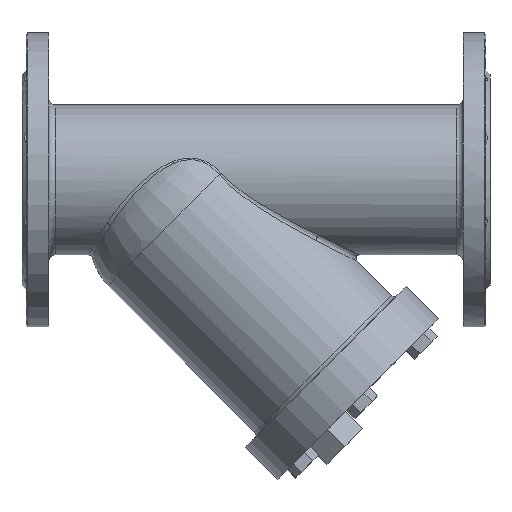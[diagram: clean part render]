
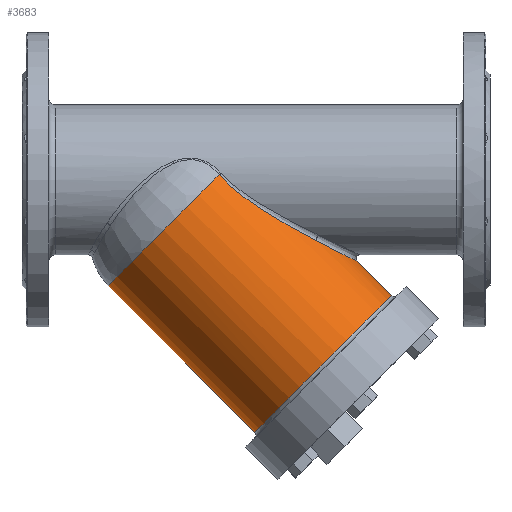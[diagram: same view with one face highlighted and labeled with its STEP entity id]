
A CAD part, top view. The second image highlights one B-rep face of the part: STEP entity #3683.
In plain terms, the highlighted cylindrical face has radius 72.25 mm (diameter 144.5 mm), a partial arc.
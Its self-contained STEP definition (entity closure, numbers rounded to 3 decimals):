
#2576=CARTESIAN_POINT('Vertex',(60.03,3.767,56.437)) ;
#2639=CARTESIAN_POINT('Control Point',(60.03,3.767,56.437)) ;
#2640=CARTESIAN_POINT('Control Point',(62.029,1.422,56.632)) ;
#2641=CARTESIAN_POINT('Control Point',(66.253,-2.982,56.731)) ;
#2642=CARTESIAN_POINT('Control Point',(73.084,-8.972,56.261)) ;
#2643=CARTESIAN_POINT('Control Point',(79.071,-13.585,55.466)) ;
#2644=CARTESIAN_POINT('Control Point',(83.998,-17.109,54.62)) ;
#2645=CARTESIAN_POINT('Control Point',(88.955,-20.503,53.649)) ;
#2646=CARTESIAN_POINT('Control Point',(95.192,-24.534,52.214)) ;
#2647=CARTESIAN_POINT('Control Point',(102.702,-29.109,50.153)) ;
#2648=CARTESIAN_POINT('Control Point',(110.21,-33.473,47.747)) ;
#2649=CARTESIAN_POINT('Control Point',(117.686,-37.657,44.972)) ;
#2650=CARTESIAN_POINT('Control Point',(123.869,-41.012,42.318)) ;
#2651=CARTESIAN_POINT('Control Point',(128.631,-43.546,40.023)) ;
#2652=CARTESIAN_POINT('Control Point',(130.928,-44.756,38.829)) ;
#2653=CARTESIAN_POINT('Control Point',(132.001,-45.318,38.251)) ;
#2654=CARTESIAN_POINT('Vertex',(132.001,-45.318,38.251)) ;
#2658=CARTESIAN_POINT('Control Point',(132.001,-45.318,38.251)) ;
#2659=CARTESIAN_POINT('Control Point',(132.139,-45.391,38.176)) ;
#2660=CARTESIAN_POINT('Control Point',(132.278,-45.463,38.101)) ;
#2661=CARTESIAN_POINT('Control Point',(132.416,-45.535,38.026)) ;
#2662=CARTESIAN_POINT('Vertex',(132.416,-45.535,38.026)) ;
#2729=CARTESIAN_POINT('Control Point',(132.416,-45.535,38.026)) ;
#2730=CARTESIAN_POINT('Control Point',(134.834,-46.801,36.709)) ;
#2731=CARTESIAN_POINT('Control Point',(139.576,-49.257,33.91)) ;
#2732=CARTESIAN_POINT('Control Point',(146.329,-52.693,29.099)) ;
#2733=CARTESIAN_POINT('Control Point',(151.033,-55.053,24.905)) ;
#2734=CARTESIAN_POINT('Control Point',(153.953,-56.509,21.756)) ;
#2735=CARTESIAN_POINT('Control Point',(155.81,-57.432,19.576)) ;
#2736=CARTESIAN_POINT('Control Point',(157.52,-58.278,17.271)) ;
#2737=CARTESIAN_POINT('Control Point',(159.054,-59.035,14.814)) ;
#2738=CARTESIAN_POINT('Control Point',(160.453,-59.725,12.248)) ;
#2739=CARTESIAN_POINT('Control Point',(161.877,-60.425,8.915)) ;
#2740=CARTESIAN_POINT('Control Point',(162.722,-60.839,5.731)) ;
#2741=CARTESIAN_POINT('Control Point',(163.183,-61.065,2.784)) ;
#2742=CARTESIAN_POINT('Control Point',(163.294,-61.119,1.244)) ;
#2743=CARTESIAN_POINT('Control Point',(163.298,-61.121,0.07)) ;
#2744=CARTESIAN_POINT('Control Point',(163.298,-61.121,0.)) ;
#2745=CARTESIAN_POINT('Vertex',(163.298,-61.121,0.)) ;
#3611=CARTESIAN_POINT('Vertex',(-22.957,-79.22,0.)) ;
#3633=CARTESIAN_POINT('Axis2P3D Location',(28.131,-28.131,0.)) ;
#3650=CARTESIAN_POINT('Axis2P3D Location',(0.,0.,0.)) ;
#3655=CARTESIAN_POINT('Axis2P3D Location',(137.733,-137.733,0.)) ;
#3659=CARTESIAN_POINT('Vertex',(86.645,-188.821,0.)) ;
#3661=CARTESIAN_POINT('Vertex',(188.821,-86.645,0.)) ;
#3664=CARTESIAN_POINT('Line Origine',(51.088,51.088,0.)) ;
#3669=CARTESIAN_POINT('Line Origine',(-51.088,-51.088,0.)) ;
#3666=VECTOR('Line Direction',#3665,1.) ;
#3671=VECTOR('Line Direction',#3670,1.) ;
#3634=DIRECTION('Axis2P3D Direction',(-0.707,0.707,0.)) ;
#3651=DIRECTION('Axis2P3D Direction',(-0.707,0.707,0.)) ;
#3652=DIRECTION('Axis2P3D XDirection',(-0.707,-0.707,0.)) ;
#3656=DIRECTION('Axis2P3D Direction',(-0.707,0.707,0.)) ;
#3665=DIRECTION('Vector Direction',(-0.707,0.707,0.)) ;
#3670=DIRECTION('Vector Direction',(-0.707,0.707,0.)) ;
#3635=AXIS2_PLACEMENT_3D('Circle Axis2P3D',#3633,#3634,$) ;
#3653=AXIS2_PLACEMENT_3D('Cylinder Axis2P3D',#3650,#3651,#3652) ;
#3657=AXIS2_PLACEMENT_3D('Circle Axis2P3D',#3655,#3656,$) ;
#3667=LINE('Line',#3664,#3666) ;
#3672=LINE('Line',#3669,#3671) ;
#3636=CIRCLE('generated circle',#3635,72.25) ;
#3658=CIRCLE('generated circle',#3657,72.25) ;
#3654=CYLINDRICAL_SURFACE('generated cylinder',#3653,72.25) ;
#2656=EDGE_CURVE('',#2655,#2577,#2638,.F.) ;
#2664=EDGE_CURVE('',#2663,#2655,#2657,.F.) ;
#2747=EDGE_CURVE('',#2746,#2663,#2728,.F.) ;
#3637=EDGE_CURVE('',#3612,#2577,#3636,.T.) ;
#3663=EDGE_CURVE('',#3660,#3662,#3658,.T.) ;
#3668=EDGE_CURVE('',#3662,#2746,#3667,.T.) ;
#3673=EDGE_CURVE('',#3660,#3612,#3672,.T.) ;
#3675=ORIENTED_EDGE('',*,*,#3663,.T.) ;
#3676=ORIENTED_EDGE('',*,*,#3668,.T.) ;
#3677=ORIENTED_EDGE('',*,*,#2747,.T.) ;
#3678=ORIENTED_EDGE('',*,*,#2664,.T.) ;
#3679=ORIENTED_EDGE('',*,*,#2656,.T.) ;
#3680=ORIENTED_EDGE('',*,*,#3637,.F.) ;
#3681=ORIENTED_EDGE('',*,*,#3673,.F.) ;
#3674=EDGE_LOOP('',(#3675,#3676,#3677,#3678,#3679,#3680,#3681)) ;
#2577=VERTEX_POINT('',#2576) ;
#2655=VERTEX_POINT('',#2654) ;
#2663=VERTEX_POINT('',#2662) ;
#2746=VERTEX_POINT('',#2745) ;
#3612=VERTEX_POINT('',#3611) ;
#3660=VERTEX_POINT('',#3659) ;
#3662=VERTEX_POINT('',#3661) ;
#3683=ADVANCED_FACE('NONE',(#3682),#3654,.T.) ;
#3682=FACE_OUTER_BOUND('',#3674,.T.) ;
#2638=(BOUNDED_CURVE()B_SPLINE_CURVE(3,(#2639,#2640,#2641,#2642,#2643,#2644,#2645,#2646,#2647,#2648,#2649,#2650,#2651,#2652,#2653),.UNSPECIFIED.,.F.,.U.)B_SPLINE_CURVE_WITH_KNOTS((4,1,1,1,1,1,1,1,1,1,1,1,4),(0.,8.871,17.742,26.612,31.048,35.483,44.354,53.225,62.095,70.966,79.837,84.272,88.201),.UNSPECIFIED.)CURVE()GEOMETRIC_REPRESENTATION_ITEM()RATIONAL_B_SPLINE_CURVE((1.,1.,1.,1.,1.,1.,1.,1.,1.,1.,1.,1.,1.,1.,1.))REPRESENTATION_ITEM('')) ;
#2657=(BOUNDED_CURVE()B_SPLINE_CURVE(3,(#2658,#2659,#2660,#2661),.UNSPECIFIED.,.F.,.U.)B_SPLINE_CURVE_WITH_KNOTS((4,4),(88.201,88.708),.UNSPECIFIED.)CURVE()GEOMETRIC_REPRESENTATION_ITEM()RATIONAL_B_SPLINE_CURVE((1.,1.,1.,1.))REPRESENTATION_ITEM('')) ;
#2728=(BOUNDED_CURVE()B_SPLINE_CURVE(3,(#2729,#2730,#2731,#2732,#2733,#2734,#2735,#2736,#2737,#2738,#2739,#2740,#2741,#2742,#2743,#2744),.UNSPECIFIED.,.F.,.U.)B_SPLINE_CURVE_WITH_KNOTS((4,1,1,1,1,1,1,1,1,1,1,1,1,4),(88.708,97.578,106.449,115.32,117.537,119.755,124.191,126.408,128.626,133.061,137.497,138.606,141.932,142.143),.UNSPECIFIED.)CURVE()GEOMETRIC_REPRESENTATION_ITEM()RATIONAL_B_SPLINE_CURVE((1.,1.,1.,1.,1.,1.,1.,1.,1.,1.,1.,1.,1.,1.,1.,1.))REPRESENTATION_ITEM('')) ;
